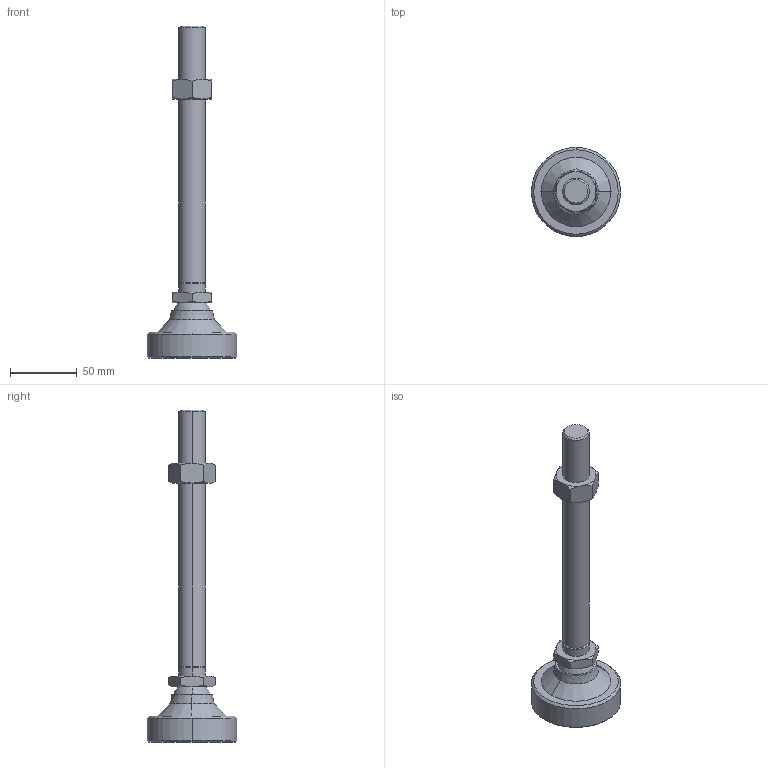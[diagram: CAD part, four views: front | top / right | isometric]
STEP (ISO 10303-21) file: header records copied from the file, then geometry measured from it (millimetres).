
FILE_DESCRIPTION(('STEP AP214'),'1');
FILE_NAME('HALDERN_EH_22590_1588.stp','2020-02-28T09:43:42',('TraceParts'),('TraceParts S.A.'),'Spatial InterOp 3D',' ',' ');
FILE_SCHEMA(('AUTOMOTIVE_DESIGN { 1 0 10303 214 1 1 1 1 }'));
Length unit declared in the file: millimetre
Products named in the file (1): HALDERN_EH_22590_1588_1
Bounding box: 67 x 67 x 249.5 mm (x, y, z)
Volume: 167171 mm3; surface area: 43559.8 mm2
Topology: 4 solids, 4 shells, 85 faces, 185 edges, 109 vertices
Faces by surface type: cone 46, plane 23, cylinder 12, sphere 4
Entity records: 2978 total; most frequent: CARTESIAN_POINT 475, DIRECTION 398, ORIENTED_EDGE 362, EDGE_CURVE 181, AXIS2_PLACEMENT_3D 176, VERTEX_POINT 109, EDGE_LOOP 92, STYLED_ITEM 89
